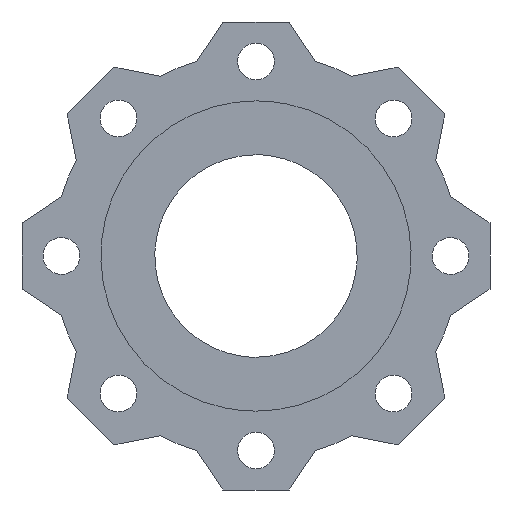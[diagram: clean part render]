
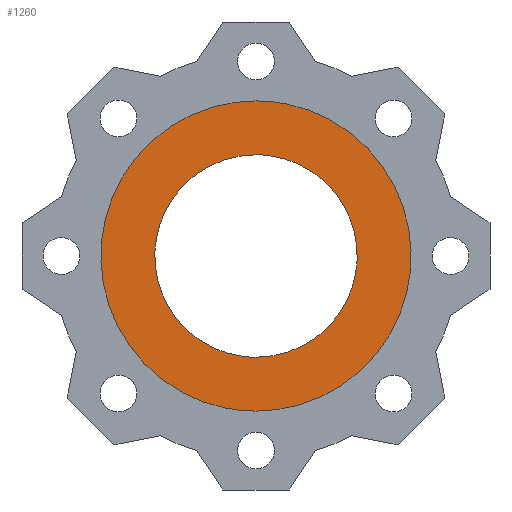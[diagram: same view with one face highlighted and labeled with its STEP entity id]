
A CAD part, left-side view. The second image highlights one B-rep face of the part: STEP entity #1260.
In plain terms, the highlighted free-form (B-spline) face has degree [1, 1] with [2, 2] control points.
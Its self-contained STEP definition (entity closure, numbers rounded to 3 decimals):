
#418 = VERTEX_POINT('',#419);
#419 = CARTESIAN_POINT('',(0.,0.,-32.247));
#424 = EDGE_CURVE('',#425,#418,#427,.T.);
#425 = VERTEX_POINT('',#426);
#426 = CARTESIAN_POINT('',(0.,0.,32.247));
#427 = ( BOUNDED_CURVE() B_SPLINE_CURVE(2,(#428,#429,#430,#431,#432),
.UNSPECIFIED.,.F.,.F.) B_SPLINE_CURVE_WITH_KNOTS((3,2,3),(0.,
1.571,3.142),.PIECEWISE_BEZIER_KNOTS.) CURVE() 
GEOMETRIC_REPRESENTATION_ITEM() RATIONAL_B_SPLINE_CURVE((1.,
0.707,1.,0.707,1.)) REPRESENTATION_ITEM('') );
#428 = CARTESIAN_POINT('',(0.,0.,32.247));
#429 = CARTESIAN_POINT('',(0.,32.247,32.247));
#430 = CARTESIAN_POINT('',(0.,32.247,0.));
#431 = CARTESIAN_POINT('',(0.,32.247,-32.247));
#432 = CARTESIAN_POINT('',(0.,0.,-32.247));
#541 = VERTEX_POINT('',#542);
#542 = CARTESIAN_POINT('',(0.,0.,21.042));
#547 = EDGE_CURVE('',#548,#541,#550,.T.);
#548 = VERTEX_POINT('',#549);
#549 = CARTESIAN_POINT('',(0.,0.,-21.042));
#550 = ( BOUNDED_CURVE() B_SPLINE_CURVE(2,(#551,#552,#553,#554,#555),
.UNSPECIFIED.,.F.,.F.) B_SPLINE_CURVE_WITH_KNOTS((3,2,3),(3.142,
4.712,6.283),.PIECEWISE_BEZIER_KNOTS.) CURVE() 
GEOMETRIC_REPRESENTATION_ITEM() RATIONAL_B_SPLINE_CURVE((1.,
0.707,1.,0.707,1.)) REPRESENTATION_ITEM('') );
#551 = CARTESIAN_POINT('',(0.,0.,-21.042));
#552 = CARTESIAN_POINT('',(0.,-21.042,-21.042));
#553 = CARTESIAN_POINT('',(0.,-21.042,0.));
#554 = CARTESIAN_POINT('',(0.,-21.042,21.042));
#555 = CARTESIAN_POINT('',(0.,0.,21.042));
#1260 = ADVANCED_FACE('',(#1261,#1272),#1283,.F.);
#1261 = FACE_BOUND('',#1262,.T.);
#1262 = EDGE_LOOP('',(#1263,#1271));
#1263 = ORIENTED_EDGE('',*,*,#1264,.F.);
#1264 = EDGE_CURVE('',#541,#548,#1265,.T.);
#1265 = ( BOUNDED_CURVE() B_SPLINE_CURVE(2,(#1266,#1267,#1268,#1269,
#1270),.UNSPECIFIED.,.F.,.F.) B_SPLINE_CURVE_WITH_KNOTS((3,2,3),(0.,
1.571,3.142),.PIECEWISE_BEZIER_KNOTS.) CURVE() 
GEOMETRIC_REPRESENTATION_ITEM() RATIONAL_B_SPLINE_CURVE((1.,
0.707,1.,0.707,1.)) REPRESENTATION_ITEM('') );
#1266 = CARTESIAN_POINT('',(0.,0.,21.042));
#1267 = CARTESIAN_POINT('',(0.,21.042,21.042));
#1268 = CARTESIAN_POINT('',(0.,21.042,0.));
#1269 = CARTESIAN_POINT('',(0.,21.042,-21.042));
#1270 = CARTESIAN_POINT('',(0.,0.,-21.042));
#1271 = ORIENTED_EDGE('',*,*,#547,.F.);
#1272 = FACE_BOUND('',#1273,.T.);
#1273 = EDGE_LOOP('',(#1274,#1275));
#1274 = ORIENTED_EDGE('',*,*,#424,.T.);
#1275 = ORIENTED_EDGE('',*,*,#1276,.T.);
#1276 = EDGE_CURVE('',#418,#425,#1277,.T.);
#1277 = ( BOUNDED_CURVE() B_SPLINE_CURVE(2,(#1278,#1279,#1280,#1281,
#1282),.UNSPECIFIED.,.F.,.F.) B_SPLINE_CURVE_WITH_KNOTS((3,2,3),(
    3.142,4.712,6.283),
.PIECEWISE_BEZIER_KNOTS.) CURVE() GEOMETRIC_REPRESENTATION_ITEM() 
RATIONAL_B_SPLINE_CURVE((1.,0.707,1.,0.707,1.)) 
REPRESENTATION_ITEM('') );
#1278 = CARTESIAN_POINT('',(0.,0.,-32.247));
#1279 = CARTESIAN_POINT('',(0.,-32.247,-32.247));
#1280 = CARTESIAN_POINT('',(0.,-32.247,0.));
#1281 = CARTESIAN_POINT('',(0.,-32.247,32.247));
#1282 = CARTESIAN_POINT('',(0.,0.,32.247));
#1283 = B_SPLINE_SURFACE_WITH_KNOTS('',1,1,(
    (#1284,#1285)
    ,(#1286,#1287
    )),.UNSPECIFIED.,.F.,.F.,.F.,(2,2),(2,2),(-59.,0.),(-29.5,29.5),
  .PIECEWISE_BEZIER_KNOTS.);
#1284 = CARTESIAN_POINT('',(0.,-32.247,32.247));
#1285 = CARTESIAN_POINT('',(0.,32.247,32.247));
#1286 = CARTESIAN_POINT('',(0.,-32.247,-32.247));
#1287 = CARTESIAN_POINT('',(0.,32.247,-32.247));
